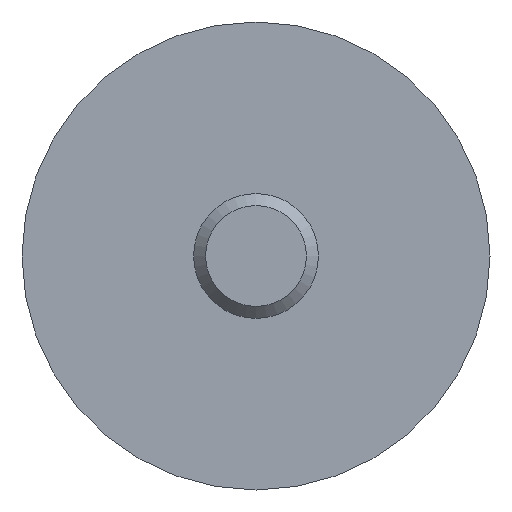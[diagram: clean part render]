
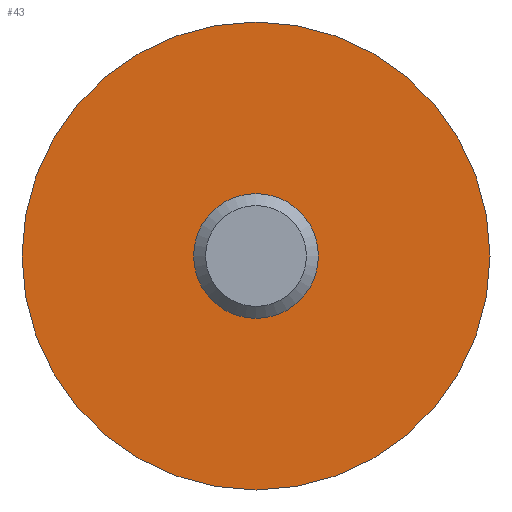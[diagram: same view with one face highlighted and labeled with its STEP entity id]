
A CAD part, front view. The second image highlights one B-rep face of the part: STEP entity #43.
In plain terms, the highlighted planar face has unit normal (0, -1, 0).
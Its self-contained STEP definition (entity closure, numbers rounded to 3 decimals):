
#43 = ADVANCED_FACE( '', ( #87, #88 ), #89, .F. );
#87 = FACE_BOUND( '', #128, .T. );
#88 = FACE_OUTER_BOUND( '', #129, .T. );
#89 = PLANE( '', #130 );
#128 = EDGE_LOOP( '', ( #173 ) );
#129 = EDGE_LOOP( '', ( #174 ) );
#130 = AXIS2_PLACEMENT_3D( '', #175, #176, #177 );
#173 = ORIENTED_EDGE( '', *, *, #202, .F. );
#174 = ORIENTED_EDGE( '', *, *, #199, .T. );
#175 = CARTESIAN_POINT( '', ( 15., 0., 0. ) );
#176 = DIRECTION( '', ( 0., 1., 0. ) );
#177 = DIRECTION( '', ( 0., 0., 1. ) );
#199 = EDGE_CURVE( '', #218, #218, #219, .T. );
#202 = EDGE_CURVE( '', #223, #223, #224, .T. );
#218 = VERTEX_POINT( '', #243 );
#219 = CIRCLE( '', #244, 15. );
#223 = VERTEX_POINT( '', #248 );
#224 = CIRCLE( '', #249, 4. );
#243 = CARTESIAN_POINT( '', ( 0., 0., -15. ) );
#244 = AXIS2_PLACEMENT_3D( '', #268, #269, #270 );
#248 = CARTESIAN_POINT( '', ( 0., 0., -4. ) );
#249 = AXIS2_PLACEMENT_3D( '', #274, #275, #276 );
#268 = CARTESIAN_POINT( '', ( 0., 0., 0. ) );
#269 = DIRECTION( '', ( 0., -1., 0. ) );
#270 = DIRECTION( '', ( 0., 0., -1. ) );
#274 = CARTESIAN_POINT( '', ( 0., 0., 0. ) );
#275 = DIRECTION( '', ( 0., -1., 0. ) );
#276 = DIRECTION( '', ( 0., 0., -1. ) );
